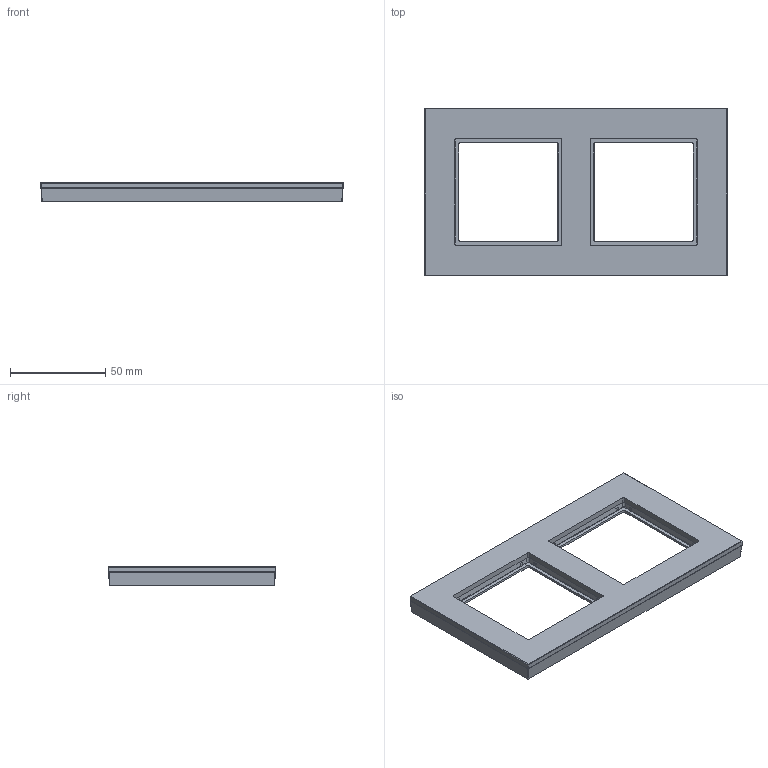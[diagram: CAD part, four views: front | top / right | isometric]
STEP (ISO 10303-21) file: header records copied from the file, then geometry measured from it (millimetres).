
FILE_DESCRIPTION((''),'2;1');
FILE_NAME('WAD8200GBM_ASM','2025-02-24T09:38:38',('andolfs'),(''),'CREO PARAMETRIC BY PTC INC, 2023154','CREO PARAMETRIC BY PTC INC, 2023154','');
FILE_SCHEMA(('CONFIG_CONTROL_DESIGN','SHAPE_APPEARANCE_LAYERS_GROUPS'));
Products named in the file (7): W4G0207_18; W1A2213_86; W1A2217_GP; 9204676000_KLEBEPAD; 9204677000_KLEBEPAD; W2A0566_00_ASM; WAD8200GBM_ASM
Assembly tree (6 placements, depth 3):
  WAD8200GBM_ASM
    W4G0207_18
    W2A0566_00_ASM
      W1A2213_86
      W1A2217_GP
      9204676000_KLEBEPAD
      9204677000_KLEBEPAD
Bounding box: 159 x 88 x 10 mm (x, y, z)
Volume: 43767.8 mm3; surface area: 51771.5 mm2
Topology: 4 solids, 4 shells, 2151 faces, 5767 edges, 3730 vertices
Faces by surface type: plane 841, extrusion 790, cylinder 220, bspline 148, cone 56, torus 56, sphere 32, revolution 8
Entity records: 118670 total; most frequent: CARTESIAN_POINT 34164, ORIENTED_EDGE 11534, PRESENTATION_STYLE_ASSIGNMENT 8586, STYLED_ITEM 8586, DIRECTION 7753, CURVE_STYLE 6469, EDGE_CURVE 5767, VECTOR 4005
